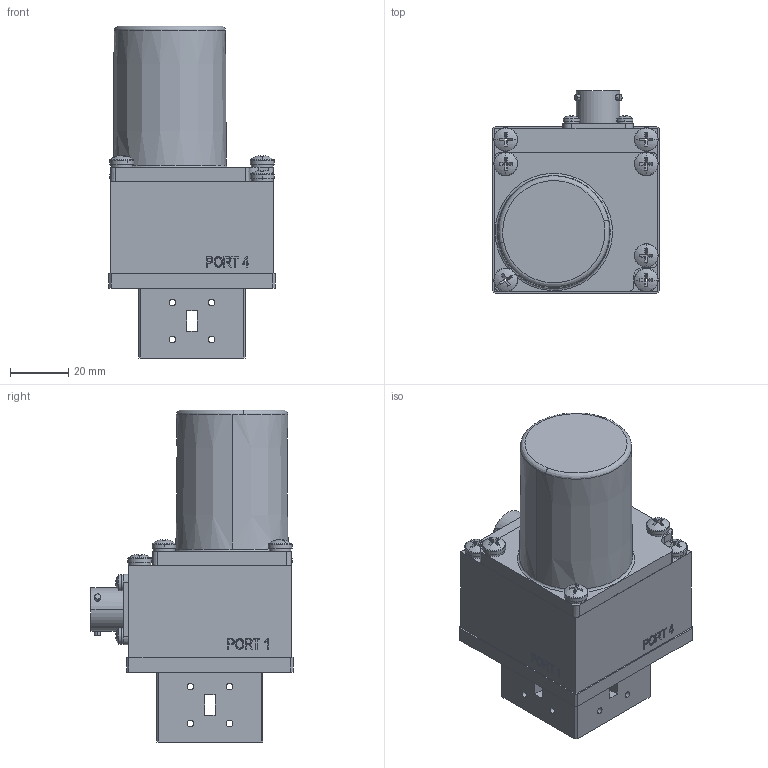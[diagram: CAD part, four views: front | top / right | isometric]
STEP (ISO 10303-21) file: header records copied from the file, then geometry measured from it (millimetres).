
FILE_DESCRIPTION (( 'STEP AP203' ), '1' );
FILE_NAME ('VAPS.STEP', '2012-12-11T21:01:30', ( '' ), ( '' ), 'SwSTEP 2.0', 'SolidWorks 2012', '' );
FILE_SCHEMA (( 'CONFIG_CONTROL_DESIGN' ));
Length unit declared in the file: inch
Products named in the file (1): VAPS
Bounding box: 57.15 x 69.44 x 114.05 mm (x, y, z)
Surface area: 34584.6 mm2 (no closed solid volume)
Topology: 0 solids, 29 shells, 565 faces, 1804 edges, 1240 vertices
Faces by surface type: plane 313, cylinder 122, bspline 72, torus 34, sphere 22, cone 2
Entity records: 26155 total; most frequent: CARTESIAN_POINT 10671, DIRECTION 3095, ORIENTED_EDGE 2925, EDGE_CURVE 1804, VERTEX_POINT 1240, AXIS2_PLACEMENT_3D 1075, VECTOR 945, LINE 945
